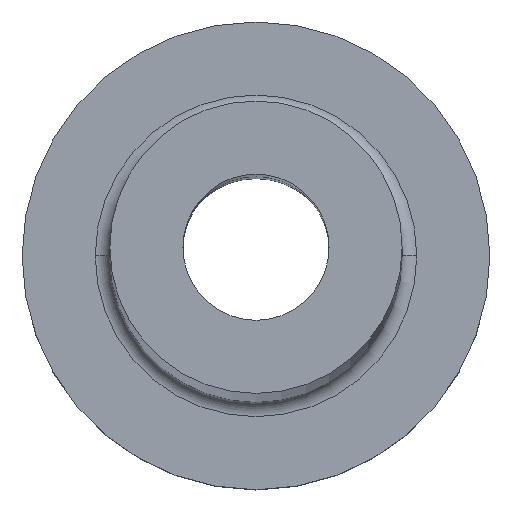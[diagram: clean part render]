
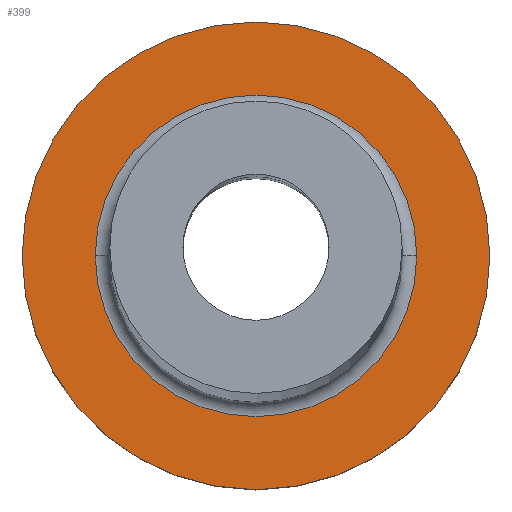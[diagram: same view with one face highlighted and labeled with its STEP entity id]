
A CAD part, top view. The second image highlights one B-rep face of the part: STEP entity #399.
In plain terms, the highlighted planar face has unit normal (0, 0, 1).
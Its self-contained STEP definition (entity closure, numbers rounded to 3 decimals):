
#1 = CARTESIAN_POINT ( 'NONE',  ( 0., 0., 5. ) ) ;
#10 = CIRCLE ( 'NONE', #192, 5.5 ) ;
#19 = DIRECTION ( 'NONE',  ( 1., 0., 0. ) ) ;
#22 = DIRECTION ( 'NONE',  ( 0., 0., 1. ) ) ;
#26 = DIRECTION ( 'NONE',  ( 1., 0., 0. ) ) ;
#39 = AXIS2_PLACEMENT_3D ( 'NONE', #430, #396, #105 ) ;
#41 = ORIENTED_EDGE ( 'NONE', *, *, #362, .T. ) ;
#43 = ORIENTED_EDGE ( 'NONE', *, *, #49, .T. ) ;
#49 = EDGE_CURVE ( 'NONE', #250, #227, #10, .T. ) ;
#65 = CARTESIAN_POINT ( 'NONE',  ( 0., 0., 5. ) ) ;
#85 = CARTESIAN_POINT ( 'NONE',  ( 0., 0., 5. ) ) ;
#90 = AXIS2_PLACEMENT_3D ( 'NONE', #85, #22, #19 ) ;
#105 = DIRECTION ( 'NONE',  ( 1., 0., 0. ) ) ;
#106 = EDGE_LOOP ( 'NONE', ( #43, #41 ) ) ;
#109 = CIRCLE ( 'NONE', #274, 8. ) ;
#115 = DIRECTION ( 'NONE',  ( 1., 0., 0. ) ) ;
#136 = DIRECTION ( 'NONE',  ( 0., 0., 1. ) ) ;
#188 = EDGE_CURVE ( 'NONE', #377, #416, #109, .T. ) ;
#192 = AXIS2_PLACEMENT_3D ( 'NONE', #65, #382, #26 ) ;
#193 = PLANE ( 'NONE',  #90 ) ;
#210 = CARTESIAN_POINT ( 'NONE',  ( -8., 0., 5. ) ) ;
#217 = CIRCLE ( 'NONE', #299, 5.5 ) ;
#227 = VERTEX_POINT ( 'NONE', #394 ) ;
#250 = VERTEX_POINT ( 'NONE', #432 ) ;
#271 = EDGE_CURVE ( 'NONE', #416, #377, #422, .T. ) ;
#274 = AXIS2_PLACEMENT_3D ( 'NONE', #1, #136, #391 ) ;
#295 = CARTESIAN_POINT ( 'NONE',  ( 0., 0., 5. ) ) ;
#299 = AXIS2_PLACEMENT_3D ( 'NONE', #295, #439, #115 ) ;
#304 = CARTESIAN_POINT ( 'NONE',  ( 8., 0., 5. ) ) ;
#339 = FACE_OUTER_BOUND ( 'NONE', #341, .T. ) ;
#341 = EDGE_LOOP ( 'NONE', ( #372, #447 ) ) ;
#362 = EDGE_CURVE ( 'NONE', #227, #250, #217, .T. ) ;
#372 = ORIENTED_EDGE ( 'NONE', *, *, #188, .T. ) ;
#376 = FACE_BOUND ( 'NONE', #106, .T. ) ;
#377 = VERTEX_POINT ( 'NONE', #210 ) ;
#382 = DIRECTION ( 'NONE',  ( 0., 0., -1. ) ) ;
#391 = DIRECTION ( 'NONE',  ( 1., 0., 0. ) ) ;
#394 = CARTESIAN_POINT ( 'NONE',  ( -5.5, 0., 5. ) ) ;
#396 = DIRECTION ( 'NONE',  ( 0., 0., 1. ) ) ;
#399 = ADVANCED_FACE ( 'NONE', ( #376, #339 ), #193, .T. ) ;
#416 = VERTEX_POINT ( 'NONE', #304 ) ;
#422 = CIRCLE ( 'NONE', #39, 8. ) ;
#430 = CARTESIAN_POINT ( 'NONE',  ( 0., 0., 5. ) ) ;
#432 = CARTESIAN_POINT ( 'NONE',  ( 5.5, 0., 5. ) ) ;
#439 = DIRECTION ( 'NONE',  ( 0., 0., -1. ) ) ;
#447 = ORIENTED_EDGE ( 'NONE', *, *, #271, .T. ) ;
